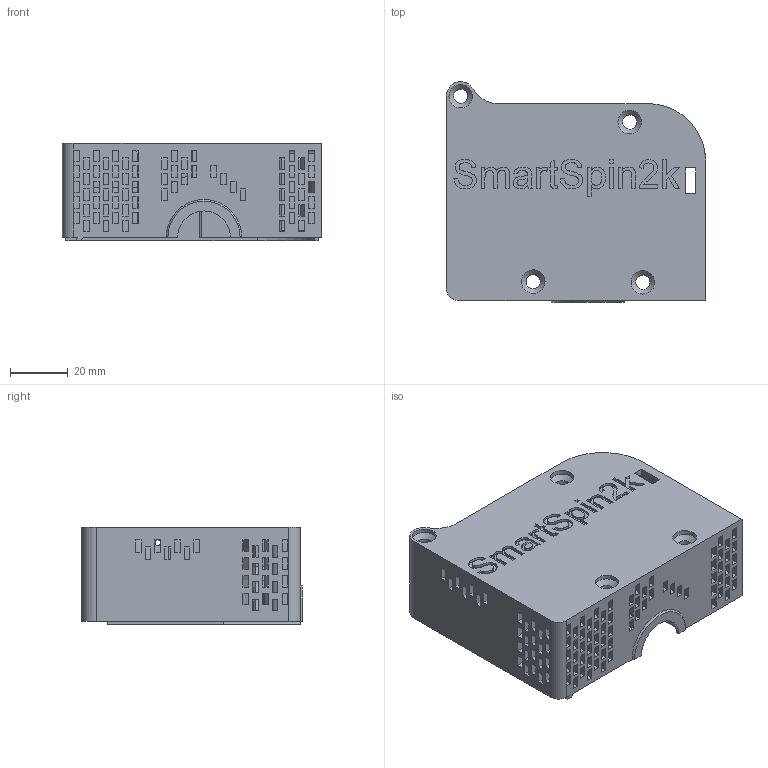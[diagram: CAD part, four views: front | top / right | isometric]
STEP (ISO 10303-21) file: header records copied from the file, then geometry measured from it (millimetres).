
FILE_DESCRIPTION(/* description */ (''),/* implementation_level */ '2;1');
FILE_NAME(/* name */ 'Body_Drawing_Right.step',/* time_stamp */ '2022-09-22T09:23:37-04:00',/* author */ (''),/* organization */ (''),/* preprocessor_version */ 'ST-DEVELOPER v19',/* originating_system */ 'Autodesk Translation Framework v11.7.0.108',/* authorisation */ '');
FILE_SCHEMA (('AUTOMOTIVE_DESIGN { 1 0 10303 214 3 1 1 }'));
Length unit declared in the file: millimetre
Products named in the file (1): Short case -Body_Drawing_Right with chamfers
Bounding box: 90.15 x 76.59 x 33.9 mm (x, y, z)
Volume: 48364.7 mm3; surface area: 43402 mm2
Topology: 1 solids, 1 shells, 805 faces, 2391 edges, 1576 vertices
Faces by surface type: plane 665, bspline 91, cylinder 39, cone 8, torus 2
Full cylindrical faces by diameter (mm): 1.5 x2, 2 x2, 5 x4, 6.5 x1, 8.2 x4
Entity records: 31876 total; most frequent: CARTESIAN_POINT 10334, ORIENTED_EDGE 4780, DIRECTION 3732, EDGE_CURVE 2390, LINE 2114, VECTOR 2114, VERTEX_POINT 1576, EDGE_LOOP 1050
